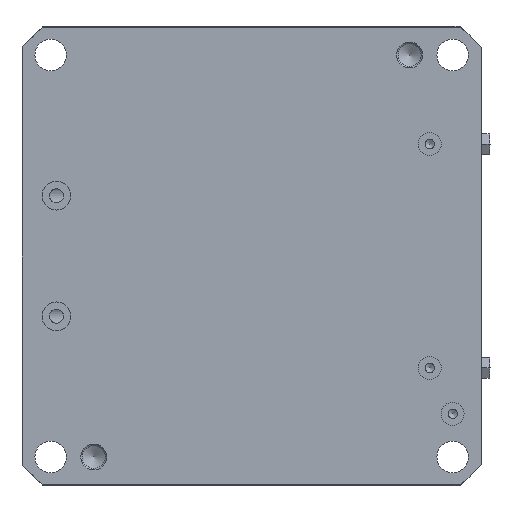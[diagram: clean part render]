
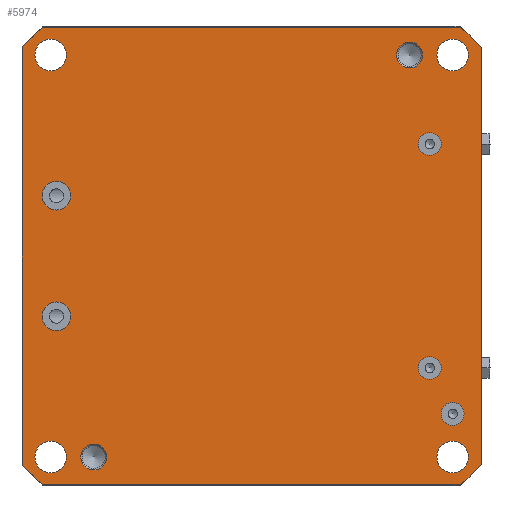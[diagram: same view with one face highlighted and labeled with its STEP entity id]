
A CAD part, front view. The second image highlights one B-rep face of the part: STEP entity #5974.
In plain terms, the highlighted planar face has unit normal (0, -1, 0).
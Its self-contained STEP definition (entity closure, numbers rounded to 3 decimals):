
#188=FACE_BOUND('',#1858,.T.);
#189=FACE_BOUND('',#1859,.T.);
#190=FACE_BOUND('',#1860,.T.);
#191=FACE_BOUND('',#1861,.T.);
#192=FACE_BOUND('',#1862,.T.);
#193=FACE_BOUND('',#1863,.T.);
#194=FACE_BOUND('',#1864,.T.);
#195=FACE_BOUND('',#1865,.T.);
#196=FACE_BOUND('',#1866,.T.);
#197=FACE_BOUND('',#1867,.T.);
#198=FACE_BOUND('',#1868,.T.);
#462=LINE('',#9336,#992);
#464=LINE('',#9345,#994);
#478=LINE('',#9384,#1008);
#479=LINE('',#9385,#1009);
#992=VECTOR('',#7382,145.766);
#994=VECTOR('',#7390,145.766);
#1008=VECTOR('',#7432,145.107);
#1009=VECTOR('',#7433,145.107);
#1517=FACE_OUTER_BOUND('',#1857,.T.);
#1857=EDGE_LOOP('',(#4297,#4298,#4299,#4300,#4301,#4302,#4303,#4304));
#1858=EDGE_LOOP('',(#4305));
#1859=EDGE_LOOP('',(#4306));
#1860=EDGE_LOOP('',(#4307));
#1861=EDGE_LOOP('',(#4308));
#1862=EDGE_LOOP('',(#4309));
#1863=EDGE_LOOP('',(#4310,#4311));
#1864=EDGE_LOOP('',(#4312,#4313));
#1865=EDGE_LOOP('',(#4314,#4315));
#1866=EDGE_LOOP('',(#4316,#4317));
#1867=EDGE_LOOP('',(#4318,#4319));
#1868=EDGE_LOOP('',(#4320,#4321));
#2246=CIRCLE('',#6500,108.);
#2247=CIRCLE('',#6502,108.);
#2248=CIRCLE('',#6504,108.);
#2249=CIRCLE('',#6506,108.);
#2250=CIRCLE('',#6508,5.);
#2251=CIRCLE('',#6509,5.);
#2252=CIRCLE('',#6510,4.);
#2253=CIRCLE('',#6511,4.);
#2254=CIRCLE('',#6512,4.);
#2255=CIRCLE('',#6513,4.5);
#2256=CIRCLE('',#6514,4.5);
#2257=CIRCLE('',#6515,5.5);
#2258=CIRCLE('',#6516,5.5);
#2259=CIRCLE('',#6517,5.5);
#2260=CIRCLE('',#6518,5.5);
#2261=CIRCLE('',#6519,5.5);
#2262=CIRCLE('',#6520,5.5);
#2263=CIRCLE('',#6521,5.5);
#2264=CIRCLE('',#6522,5.5);
#2265=CIRCLE('',#6523,4.5);
#2266=CIRCLE('',#6524,4.5);
#2623=VERTEX_POINT('',#9332);
#2624=VERTEX_POINT('',#9334);
#2626=VERTEX_POINT('',#9339);
#2628=VERTEX_POINT('',#9343);
#2636=VERTEX_POINT('',#9368);
#2637=VERTEX_POINT('',#9372);
#2638=VERTEX_POINT('',#9376);
#2639=VERTEX_POINT('',#9380);
#2640=VERTEX_POINT('',#9386);
#2641=VERTEX_POINT('',#9388);
#2642=VERTEX_POINT('',#9390);
#2643=VERTEX_POINT('',#9392);
#2644=VERTEX_POINT('',#9394);
#2645=VERTEX_POINT('',#9396);
#2646=VERTEX_POINT('',#9397);
#2647=VERTEX_POINT('',#9400);
#2648=VERTEX_POINT('',#9401);
#2649=VERTEX_POINT('',#9404);
#2650=VERTEX_POINT('',#9405);
#2651=VERTEX_POINT('',#9408);
#2652=VERTEX_POINT('',#9409);
#2653=VERTEX_POINT('',#9412);
#2654=VERTEX_POINT('',#9413);
#2655=VERTEX_POINT('',#9416);
#2656=VERTEX_POINT('',#9417);
#3290=EDGE_CURVE('',#2624,#2623,#462,.T.);
#3294=EDGE_CURVE('',#2626,#2628,#464,.T.);
#3308=EDGE_CURVE('',#2626,#2636,#2246,.T.);
#3310=EDGE_CURVE('',#2637,#2628,#2247,.T.);
#3312=EDGE_CURVE('',#2638,#2624,#2248,.T.);
#3314=EDGE_CURVE('',#2623,#2639,#2249,.T.);
#3315=EDGE_CURVE('',#2637,#2639,#478,.T.);
#3316=EDGE_CURVE('',#2636,#2638,#479,.T.);
#3317=EDGE_CURVE('',#2640,#2640,#2250,.T.);
#3318=EDGE_CURVE('',#2641,#2641,#2251,.T.);
#3319=EDGE_CURVE('',#2642,#2642,#2252,.T.);
#3320=EDGE_CURVE('',#2643,#2643,#2253,.T.);
#3321=EDGE_CURVE('',#2644,#2644,#2254,.T.);
#3322=EDGE_CURVE('',#2645,#2646,#2255,.T.);
#3323=EDGE_CURVE('',#2646,#2645,#2256,.T.);
#3324=EDGE_CURVE('',#2647,#2648,#2257,.T.);
#3325=EDGE_CURVE('',#2648,#2647,#2258,.T.);
#3326=EDGE_CURVE('',#2649,#2650,#2259,.T.);
#3327=EDGE_CURVE('',#2650,#2649,#2260,.T.);
#3328=EDGE_CURVE('',#2651,#2652,#2261,.T.);
#3329=EDGE_CURVE('',#2652,#2651,#2262,.T.);
#3330=EDGE_CURVE('',#2653,#2654,#2263,.T.);
#3331=EDGE_CURVE('',#2654,#2653,#2264,.T.);
#3332=EDGE_CURVE('',#2655,#2656,#2265,.T.);
#3333=EDGE_CURVE('',#2656,#2655,#2266,.T.);
#4297=ORIENTED_EDGE('',*,*,#3308,.F.);
#4298=ORIENTED_EDGE('',*,*,#3294,.T.);
#4299=ORIENTED_EDGE('',*,*,#3310,.F.);
#4300=ORIENTED_EDGE('',*,*,#3315,.T.);
#4301=ORIENTED_EDGE('',*,*,#3314,.F.);
#4302=ORIENTED_EDGE('',*,*,#3290,.F.);
#4303=ORIENTED_EDGE('',*,*,#3312,.F.);
#4304=ORIENTED_EDGE('',*,*,#3316,.F.);
#4305=ORIENTED_EDGE('',*,*,#3317,.T.);
#4306=ORIENTED_EDGE('',*,*,#3318,.T.);
#4307=ORIENTED_EDGE('',*,*,#3319,.T.);
#4308=ORIENTED_EDGE('',*,*,#3320,.T.);
#4309=ORIENTED_EDGE('',*,*,#3321,.T.);
#4310=ORIENTED_EDGE('',*,*,#3322,.F.);
#4311=ORIENTED_EDGE('',*,*,#3323,.F.);
#4312=ORIENTED_EDGE('',*,*,#3324,.T.);
#4313=ORIENTED_EDGE('',*,*,#3325,.T.);
#4314=ORIENTED_EDGE('',*,*,#3326,.T.);
#4315=ORIENTED_EDGE('',*,*,#3327,.T.);
#4316=ORIENTED_EDGE('',*,*,#3328,.T.);
#4317=ORIENTED_EDGE('',*,*,#3329,.T.);
#4318=ORIENTED_EDGE('',*,*,#3330,.T.);
#4319=ORIENTED_EDGE('',*,*,#3331,.T.);
#4320=ORIENTED_EDGE('',*,*,#3332,.F.);
#4321=ORIENTED_EDGE('',*,*,#3333,.F.);
#5771=PLANE('',#6507);
#5974=ADVANCED_FACE('',(#1517,#188,#189,#190,#191,#192,#193,#194,#195,#196,
#197,#198),#5771,.F.);
#6500=AXIS2_PLACEMENT_3D('',#9370,#7413,#7414);
#6502=AXIS2_PLACEMENT_3D('',#9374,#7418,#7419);
#6504=AXIS2_PLACEMENT_3D('',#9378,#7423,#7424);
#6506=AXIS2_PLACEMENT_3D('',#9382,#7428,#7429);
#6507=AXIS2_PLACEMENT_3D('',#9383,#7430,#7431);
#6508=AXIS2_PLACEMENT_3D('',#9387,#7434,#7435);
#6509=AXIS2_PLACEMENT_3D('',#9389,#7436,#7437);
#6510=AXIS2_PLACEMENT_3D('',#9391,#7438,#7439);
#6511=AXIS2_PLACEMENT_3D('',#9393,#7440,#7441);
#6512=AXIS2_PLACEMENT_3D('',#9395,#7442,#7443);
#6513=AXIS2_PLACEMENT_3D('',#9398,#7444,#7445);
#6514=AXIS2_PLACEMENT_3D('',#9399,#7446,#7447);
#6515=AXIS2_PLACEMENT_3D('',#9402,#7448,#7449);
#6516=AXIS2_PLACEMENT_3D('',#9403,#7450,#7451);
#6517=AXIS2_PLACEMENT_3D('',#9406,#7452,#7453);
#6518=AXIS2_PLACEMENT_3D('',#9407,#7454,#7455);
#6519=AXIS2_PLACEMENT_3D('',#9410,#7456,#7457);
#6520=AXIS2_PLACEMENT_3D('',#9411,#7458,#7459);
#6521=AXIS2_PLACEMENT_3D('',#9414,#7460,#7461);
#6522=AXIS2_PLACEMENT_3D('',#9415,#7462,#7463);
#6523=AXIS2_PLACEMENT_3D('',#9418,#7464,#7465);
#6524=AXIS2_PLACEMENT_3D('',#9419,#7466,#7467);
#7382=DIRECTION('',(-1.,0.,0.));
#7390=DIRECTION('',(-1.,0.,0.));
#7413=DIRECTION('center_axis',(0.,1.,0.));
#7414=DIRECTION('ref_axis',(0.,0.,1.));
#7418=DIRECTION('center_axis',(0.,1.,0.));
#7419=DIRECTION('ref_axis',(0.,0.,1.));
#7423=DIRECTION('center_axis',(0.,1.,0.));
#7424=DIRECTION('ref_axis',(0.,0.,1.));
#7428=DIRECTION('center_axis',(0.,1.,0.));
#7429=DIRECTION('ref_axis',(0.,0.,1.));
#7430=DIRECTION('center_axis',(0.,1.,0.));
#7431=DIRECTION('ref_axis',(0.,0.,1.));
#7432=DIRECTION('',(0.,0.,-1.));
#7433=DIRECTION('',(0.,0.,-1.));
#7434=DIRECTION('center_axis',(0.,1.,0.));
#7435=DIRECTION('ref_axis',(-1.,0.,0.));
#7436=DIRECTION('center_axis',(0.,1.,0.));
#7437=DIRECTION('ref_axis',(-1.,0.,0.));
#7438=DIRECTION('center_axis',(0.,1.,0.));
#7439=DIRECTION('ref_axis',(-1.,0.,0.));
#7440=DIRECTION('center_axis',(0.,1.,0.));
#7441=DIRECTION('ref_axis',(-1.,0.,0.));
#7442=DIRECTION('center_axis',(0.,1.,0.));
#7443=DIRECTION('ref_axis',(-1.,0.,0.));
#7444=DIRECTION('center_axis',(0.,-1.,0.));
#7445=DIRECTION('ref_axis',(0.,0.,-1.));
#7446=DIRECTION('center_axis',(0.,-1.,0.));
#7447=DIRECTION('ref_axis',(0.,0.,-1.));
#7448=DIRECTION('center_axis',(0.,1.,0.));
#7449=DIRECTION('ref_axis',(0.,0.,1.));
#7450=DIRECTION('center_axis',(0.,1.,0.));
#7451=DIRECTION('ref_axis',(0.,0.,1.));
#7452=DIRECTION('center_axis',(0.,1.,0.));
#7453=DIRECTION('ref_axis',(0.,0.,1.));
#7454=DIRECTION('center_axis',(0.,1.,0.));
#7455=DIRECTION('ref_axis',(0.,0.,1.));
#7456=DIRECTION('center_axis',(0.,1.,0.));
#7457=DIRECTION('ref_axis',(0.,0.,1.));
#7458=DIRECTION('center_axis',(0.,1.,0.));
#7459=DIRECTION('ref_axis',(0.,0.,1.));
#7460=DIRECTION('center_axis',(0.,1.,0.));
#7461=DIRECTION('ref_axis',(0.,0.,1.));
#7462=DIRECTION('center_axis',(0.,1.,0.));
#7463=DIRECTION('ref_axis',(0.,0.,1.));
#7464=DIRECTION('center_axis',(0.,-1.,0.));
#7465=DIRECTION('ref_axis',(0.,0.,-1.));
#7466=DIRECTION('center_axis',(0.,-1.,0.));
#7467=DIRECTION('ref_axis',(0.,0.,-1.));
#9332=CARTESIAN_POINT('',(-72.883,0.,-79.7));
#9334=CARTESIAN_POINT('',(72.883,0.,-79.7));
#9336=CARTESIAN_POINT('',(72.883,0.,-79.7));
#9339=CARTESIAN_POINT('',(72.883,0.,79.7));
#9343=CARTESIAN_POINT('',(-72.883,0.,79.7));
#9345=CARTESIAN_POINT('',(72.883,0.,79.7));
#9368=CARTESIAN_POINT('',(80.,0.,72.553));
#9370=CARTESIAN_POINT('Origin',(0.,0.,0.));
#9372=CARTESIAN_POINT('',(-80.,0.,72.553));
#9374=CARTESIAN_POINT('Origin',(0.,0.,0.));
#9376=CARTESIAN_POINT('',(80.,0.,-72.553));
#9378=CARTESIAN_POINT('Origin',(0.,0.,0.));
#9380=CARTESIAN_POINT('',(-80.,0.,-72.553));
#9382=CARTESIAN_POINT('Origin',(0.,0.,0.));
#9383=CARTESIAN_POINT('Origin',(80.,0.,-79.7));
#9384=CARTESIAN_POINT('',(-80.,0.,72.553));
#9385=CARTESIAN_POINT('',(80.,0.,72.553));
#9386=CARTESIAN_POINT('',(-63.,0.,-21.));
#9387=CARTESIAN_POINT('Origin',(-68.,0.,-21.));
#9388=CARTESIAN_POINT('',(-63.,0.,21.));
#9389=CARTESIAN_POINT('Origin',(-68.,0.,21.));
#9390=CARTESIAN_POINT('',(74.,0.,-55.));
#9391=CARTESIAN_POINT('Origin',(70.,0.,-55.));
#9392=CARTESIAN_POINT('',(66.,0.,-39.));
#9393=CARTESIAN_POINT('Origin',(62.,0.,-39.));
#9394=CARTESIAN_POINT('',(66.,0.,39.));
#9395=CARTESIAN_POINT('Origin',(62.,0.,39.));
#9396=CARTESIAN_POINT('',(-55.,0.,-74.5));
#9397=CARTESIAN_POINT('',(-55.,0.,-65.5));
#9398=CARTESIAN_POINT('Origin',(-55.,0.,-70.));
#9399=CARTESIAN_POINT('Origin',(-55.,0.,-70.));
#9400=CARTESIAN_POINT('',(-70.,0.,-64.5));
#9401=CARTESIAN_POINT('',(-70.,0.,-75.5));
#9402=CARTESIAN_POINT('Origin',(-70.,0.,-70.));
#9403=CARTESIAN_POINT('Origin',(-70.,0.,-70.));
#9404=CARTESIAN_POINT('',(70.,0.,-64.5));
#9405=CARTESIAN_POINT('',(70.,0.,-75.5));
#9406=CARTESIAN_POINT('Origin',(70.,0.,-70.));
#9407=CARTESIAN_POINT('Origin',(70.,0.,-70.));
#9408=CARTESIAN_POINT('',(-70.,0.,75.5));
#9409=CARTESIAN_POINT('',(-70.,0.,64.5));
#9410=CARTESIAN_POINT('Origin',(-70.,0.,70.));
#9411=CARTESIAN_POINT('Origin',(-70.,0.,70.));
#9412=CARTESIAN_POINT('',(70.,0.,75.5));
#9413=CARTESIAN_POINT('',(70.,0.,64.5));
#9414=CARTESIAN_POINT('Origin',(70.,0.,70.));
#9415=CARTESIAN_POINT('Origin',(70.,0.,70.));
#9416=CARTESIAN_POINT('',(55.,0.,65.5));
#9417=CARTESIAN_POINT('',(55.,0.,74.5));
#9418=CARTESIAN_POINT('Origin',(55.,0.,70.));
#9419=CARTESIAN_POINT('Origin',(55.,0.,70.));
